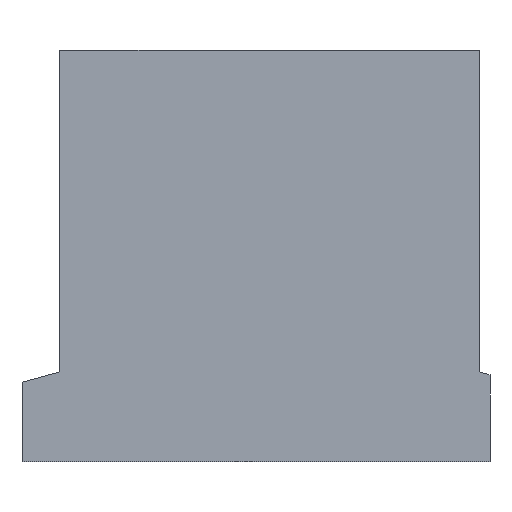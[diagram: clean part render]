
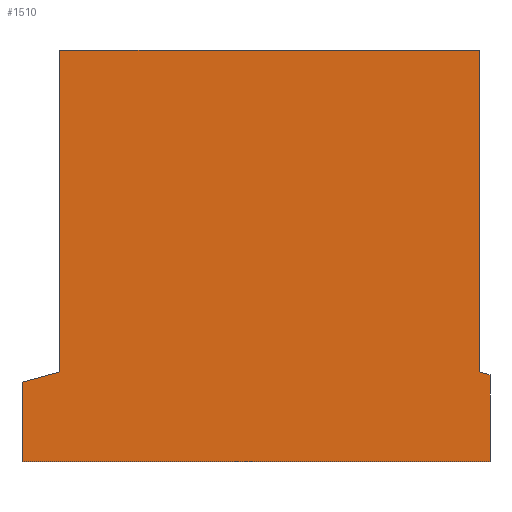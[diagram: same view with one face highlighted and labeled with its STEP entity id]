
A CAD part, left-side view. The second image highlights one B-rep face of the part: STEP entity #1510.
In plain terms, the highlighted face is planar.
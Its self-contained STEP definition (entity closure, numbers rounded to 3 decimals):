
#800=CARTESIAN_POINT('',(0.,0.,-1.3));
#810=DIRECTION('',(0.,0.,1.));
#820=DIRECTION('',(1.,0.,0.));
#830=AXIS2_PLACEMENT_3D('',#800,#810,#820);
#840=PLANE('',#830);
#850=CARTESIAN_POINT('',(0.,201.565,-1.3));
#860=DIRECTION('',(0.966,-0.259,0.));
#870=VECTOR('',#860,1.);
#880=LINE('',#850,#870);
#890=CARTESIAN_POINT('',(435.468,84.882,-1.3));
#900=VERTEX_POINT('',#890);
#910=CARTESIAN_POINT('',(438.718,84.011,-1.3));
#920=VERTEX_POINT('',#910);
#930=EDGE_CURVE('',#900,#920,#880,.T.);
#940=ORIENTED_EDGE('',*,*,#930,.T.);
#950=CARTESIAN_POINT('',(435.468,0.,-1.3));
#960=DIRECTION('',(0.,-1.,0.));
#970=VECTOR('',#960,1.);
#980=LINE('',#950,#970);
#990=CARTESIAN_POINT('',(435.468,112.482,-1.3));
#1000=VERTEX_POINT('',#990);
#1010=EDGE_CURVE('',#1000,#900,#980,.T.);
#1020=ORIENTED_EDGE('',*,*,#1010,.T.);
#1030=CARTESIAN_POINT('',(0.,112.482,-1.3));
#1040=DIRECTION('',(1.,0.,0.));
#1050=VECTOR('',#1040,1.);
#1060=LINE('',#1030,#1050);
#1070=CARTESIAN_POINT('',(399.468,112.482,-1.3));
#1080=VERTEX_POINT('',#1070);
#1090=EDGE_CURVE('',#1080,#1000,#1060,.T.);
#1100=ORIENTED_EDGE('',*,*,#1090,.T.);
#1110=CARTESIAN_POINT('',(399.468,0.,-1.3));
#1120=DIRECTION('',(0.,1.,0.));
#1130=VECTOR('',#1120,1.);
#1140=LINE('',#1110,#1130);
#1150=CARTESIAN_POINT('',(399.468,84.882,-1.3));
#1160=VERTEX_POINT('',#1150);
#1170=EDGE_CURVE('',#1160,#1080,#1140,.T.);
#1180=ORIENTED_EDGE('',*,*,#1170,.T.);
#1190=CARTESIAN_POINT('',(0.,-22.155,-1.3));
#1200=DIRECTION('',(0.966,0.259,0.));
#1210=VECTOR('',#1200,1.);
#1220=LINE('',#1190,#1210);
#1230=CARTESIAN_POINT('',(398.568,84.64,-1.3));
#1240=VERTEX_POINT('',#1230);
#1250=EDGE_CURVE('',#1240,#1160,#1220,.T.);
#1260=ORIENTED_EDGE('',*,*,#1250,.T.);
#1270=CARTESIAN_POINT('',(398.568,0.,-1.3));
#1280=DIRECTION('',(0.,1.,0.));
#1290=VECTOR('',#1280,1.);
#1300=LINE('',#1270,#1290);
#1310=CARTESIAN_POINT('',(398.568,77.182,-1.3));
#1320=VERTEX_POINT('',#1310);
#1330=EDGE_CURVE('',#1320,#1240,#1300,.T.);
#1340=ORIENTED_EDGE('',*,*,#1330,.T.);
#1350=CARTESIAN_POINT('',(0.,77.182,-1.3));
#1360=DIRECTION('',(-1.,0.,0.));
#1370=VECTOR('',#1360,1.);
#1380=LINE('',#1350,#1370);
#1390=CARTESIAN_POINT('',(438.718,77.182,-1.3));
#1400=VERTEX_POINT('',#1390);
#1410=EDGE_CURVE('',#1400,#1320,#1380,.T.);
#1420=ORIENTED_EDGE('',*,*,#1410,.T.);
#1430=CARTESIAN_POINT('',(438.718,0.,-1.3));
#1440=DIRECTION('',(0.,-1.,0.));
#1450=VECTOR('',#1440,1.);
#1460=LINE('',#1430,#1450);
#1470=EDGE_CURVE('',#920,#1400,#1460,.T.);
#1480=ORIENTED_EDGE('',*,*,#1470,.T.);
#1490=EDGE_LOOP('',(#1480,#1420,#1340,#1260,#1180,#1100,#1020,#940));
#1500=FACE_OUTER_BOUND('',#1490,.T.);
#1510=ADVANCED_FACE('',(#1500),#840,.F.);
